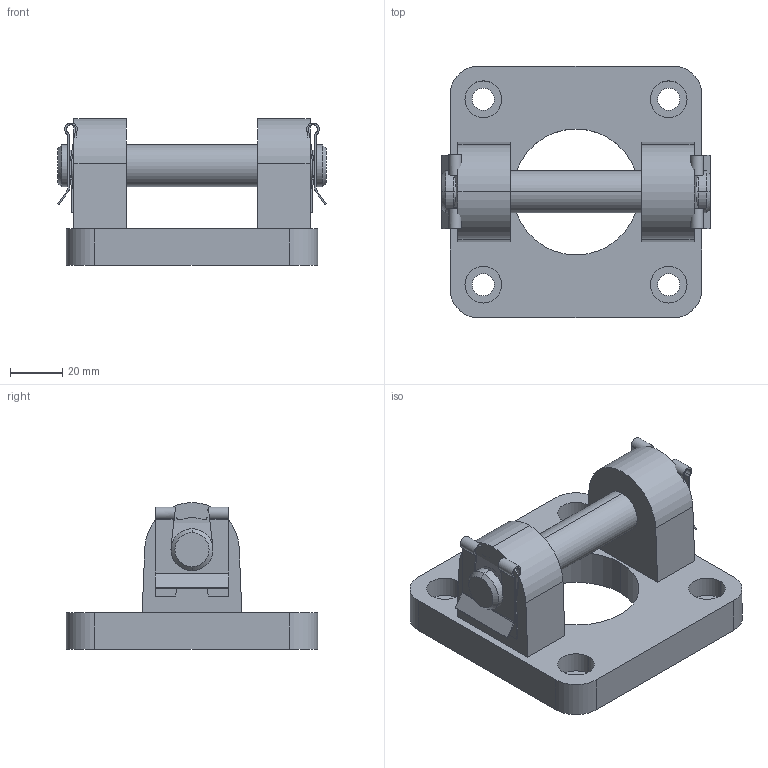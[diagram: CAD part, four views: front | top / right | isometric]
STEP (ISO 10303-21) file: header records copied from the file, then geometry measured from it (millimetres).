
FILE_DESCRIPTION (( 'STEP AP214' ), '1' );
FILE_NAME ('80 EB-SF.STEP', '2010-08-10T11:06:48', ( '' ), ( '' ), 'SwSTEP 2.0', 'SolidWorks 2010', '' );
FILE_SCHEMA (( 'AUTOMOTIVE_DESIGN' ));
Length unit declared in the file: millimetre
Products named in the file (4): 80  EB  ; 80  EB  P軲輄Varsay齦an; 80  KLÝPS; 80  EB-SF
Assembly tree (4 placements, depth 2):
  80  EB-SF
    80  EB  P軲輄Varsay齦an
    80  EB  
    80  KLÝPS  x2
Bounding box: 102.5 x 96 x 56 mm (x, y, z)
Volume: 165563 mm3; surface area: 43955.3 mm2
Topology: 4 solids, 4 shells, 199 faces, 551 edges, 366 vertices
Faces by surface type: plane 102, cylinder 93, cone 4
Entity records: 4347 total; most frequent: CARTESIAN_POINT 805, DIRECTION 725, ORIENTED_EDGE 706, EDGE_CURVE 353, AXIS2_PLACEMENT_3D 258, VERTEX_POINT 234, LINE 209, VECTOR 209
